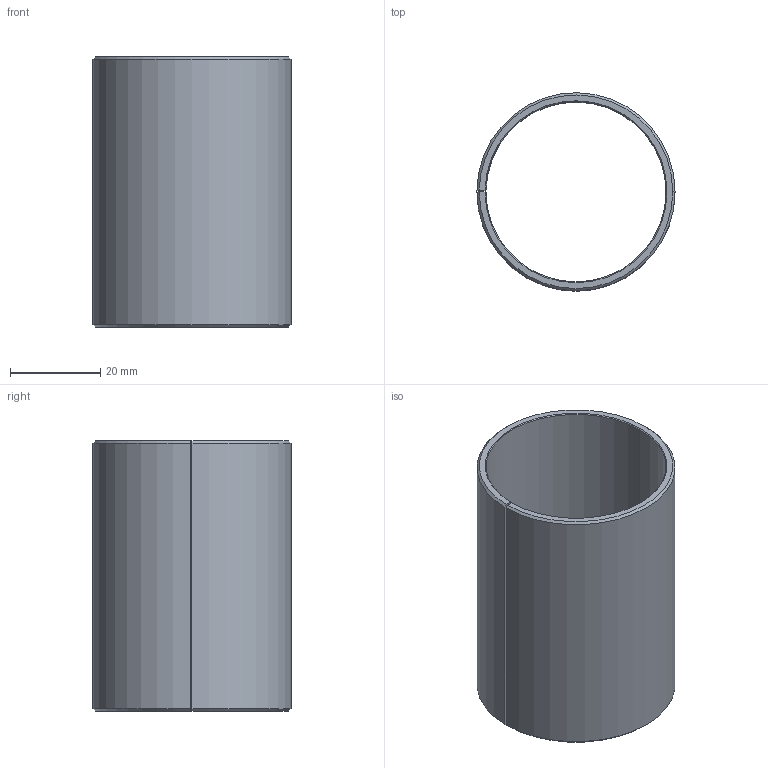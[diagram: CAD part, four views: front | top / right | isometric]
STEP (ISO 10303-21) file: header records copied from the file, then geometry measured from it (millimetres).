
FILE_DESCRIPTION(('STEP AP203'),'1');
FILE_NAME('480-FB092-4060.stp','2016-09-22T13:49:35',(' '),(' '),'Spatial InterOp 3D',' ',' ');
FILE_SCHEMA(('CONFIG_CONTROL_DESIGN'));
Length unit declared in the file: millimetre
Products named in the file (1): 1
Bounding box: 44 x 44 x 60 mm (x, y, z)
Volume: 15750.4 mm3; surface area: 16444.7 mm2
Topology: 1 solids, 1 shells, 16 faces, 38 edges, 24 vertices
Faces by surface type: cone 8, cylinder 4, plane 4
Entity records: 510 total; most frequent: DIRECTION 88, CARTESIAN_POINT 79, ORIENTED_EDGE 76, EDGE_CURVE 38, AXIS2_PLACEMENT_3D 33, VERTEX_POINT 24, LINE 22, VECTOR 22
